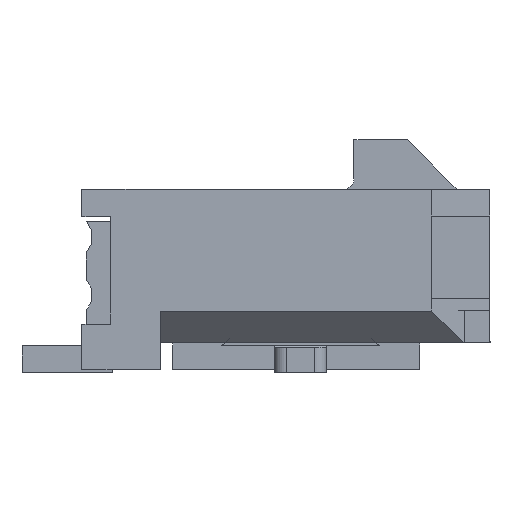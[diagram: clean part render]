
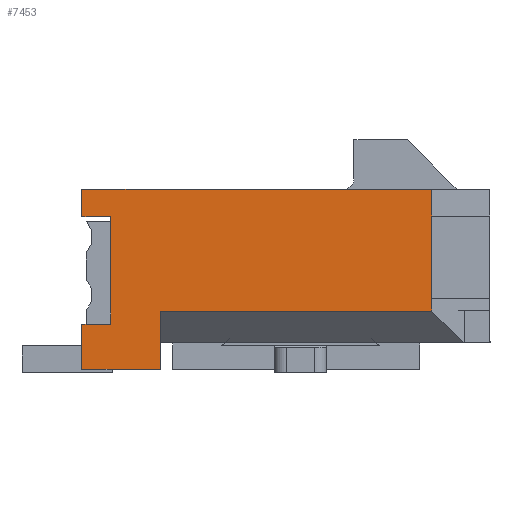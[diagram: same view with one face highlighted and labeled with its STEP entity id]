
A CAD part, left-side view. The second image highlights one B-rep face of the part: STEP entity #7453.
In plain terms, the highlighted planar face has unit normal (-1, 0, 0).
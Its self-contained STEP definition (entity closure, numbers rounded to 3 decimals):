
#926=ORIENTED_EDGE('',*,*,#2940,.T.);
#927=ORIENTED_EDGE('',*,*,#2941,.T.);
#928=ORIENTED_EDGE('',*,*,#2933,.T.);
#929=ORIENTED_EDGE('',*,*,#2942,.T.);
#930=ORIENTED_EDGE('',*,*,#2943,.F.);
#931=ORIENTED_EDGE('',*,*,#2944,.T.);
#932=ORIENTED_EDGE('',*,*,#2945,.F.);
#933=ORIENTED_EDGE('',*,*,#2946,.F.);
#934=ORIENTED_EDGE('',*,*,#2947,.F.);
#935=ORIENTED_EDGE('',*,*,#2391,.T.);
#936=ORIENTED_EDGE('',*,*,#2939,.T.);
#937=ORIENTED_EDGE('',*,*,#2948,.T.);
#2391=EDGE_CURVE('',#3467,#3466,#4166,.T.);
#2933=EDGE_CURVE('',#3888,#3889,#4708,.T.);
#2939=EDGE_CURVE('',#3466,#3893,#4714,.T.);
#2940=EDGE_CURVE('',#3894,#3895,#4715,.T.);
#2941=EDGE_CURVE('',#3895,#3888,#4716,.T.);
#2942=EDGE_CURVE('',#3889,#3896,#4717,.T.);
#2943=EDGE_CURVE('',#3897,#3896,#4718,.T.);
#2944=EDGE_CURVE('',#3897,#3898,#4719,.T.);
#2945=EDGE_CURVE('',#3899,#3898,#4720,.T.);
#2946=EDGE_CURVE('',#3900,#3899,#4721,.T.);
#2947=EDGE_CURVE('',#3467,#3900,#4722,.T.);
#2948=EDGE_CURVE('',#3893,#3894,#4723,.T.);
#3466=VERTEX_POINT('',#10538);
#3467=VERTEX_POINT('',#10540);
#3888=VERTEX_POINT('',#11599);
#3889=VERTEX_POINT('',#11600);
#3893=VERTEX_POINT('',#11610);
#3894=VERTEX_POINT('',#11614);
#3895=VERTEX_POINT('',#11615);
#3896=VERTEX_POINT('',#11618);
#3897=VERTEX_POINT('',#11620);
#3898=VERTEX_POINT('',#11622);
#3899=VERTEX_POINT('',#11624);
#3900=VERTEX_POINT('',#11626);
#4166=LINE('',#10539,#5227);
#4708=LINE('',#11598,#5769);
#4714=LINE('',#11611,#5775);
#4715=LINE('',#11613,#5776);
#4716=LINE('',#11616,#5777);
#4717=LINE('',#11617,#5778);
#4718=LINE('',#11619,#5779);
#4719=LINE('',#11621,#5780);
#4720=LINE('',#11623,#5781);
#4721=LINE('',#11625,#5782);
#4722=LINE('',#11627,#5783);
#4723=LINE('',#11628,#5784);
#5227=VECTOR('',#8539,1000.);
#5769=VECTOR('',#9273,1000.);
#5775=VECTOR('',#9281,1000.);
#5776=VECTOR('',#9284,1000.);
#5777=VECTOR('',#9285,1000.);
#5778=VECTOR('',#9286,1000.);
#5779=VECTOR('',#9287,1000.);
#5780=VECTOR('',#9288,1000.);
#5781=VECTOR('',#9289,1000.);
#5782=VECTOR('',#9290,1000.);
#5783=VECTOR('',#9291,1000.);
#5784=VECTOR('',#9292,1000.);
#6289=EDGE_LOOP('',(#926,#927,#928,#929,#930,#931,#932,#933,#934,#935,#936,
#937));
#6696=FACE_BOUND('',#6289,.T.);
#7080=PLANE('',#8069);
#7453=ADVANCED_FACE('',(#6696),#7080,.T.);
#8069=AXIS2_PLACEMENT_3D('',#11612,#9282,#9283);
#8539=DIRECTION('',(0.,1.,0.));
#9273=DIRECTION('',(0.,0.,-1.));
#9281=DIRECTION('',(0.,0.,-1.));
#9282=DIRECTION('',(-1.,0.,0.));
#9283=DIRECTION('',(0.,0.,1.));
#9284=DIRECTION('',(0.,0.,-1.));
#9285=DIRECTION('',(0.,1.,0.));
#9286=DIRECTION('',(0.,-1.,0.));
#9287=DIRECTION('',(0.,0.,-1.));
#9288=DIRECTION('',(0.,-1.,0.));
#9289=DIRECTION('',(0.,0.,-1.));
#9290=DIRECTION('',(0.,0.,-1.));
#9291=DIRECTION('',(0.,0.,-1.));
#9292=DIRECTION('',(0.,-1.,0.));
#10538=CARTESIAN_POINT('',(-16.825,4.95,2.185));
#10539=CARTESIAN_POINT('',(-16.825,-4.95,2.185));
#10540=CARTESIAN_POINT('',(-16.825,-3.536,2.185));
#11598=CARTESIAN_POINT('',(-16.825,4.95,2.185));
#11599=CARTESIAN_POINT('',(-16.825,4.95,-1.085));
#11600=CARTESIAN_POINT('',(-16.825,4.95,-2.185));
#11610=CARTESIAN_POINT('',(-16.825,4.95,1.515));
#11611=CARTESIAN_POINT('',(-16.825,4.95,2.185));
#11612=CARTESIAN_POINT('',(-16.825,0.,0.));
#11613=CARTESIAN_POINT('',(-16.825,4.25,0.));
#11614=CARTESIAN_POINT('',(-16.825,4.25,1.515));
#11615=CARTESIAN_POINT('',(-16.825,4.25,-1.085));
#11616=CARTESIAN_POINT('',(-16.825,0.,-1.085));
#11617=CARTESIAN_POINT('',(-16.825,4.95,-2.185));
#11618=CARTESIAN_POINT('',(-16.825,3.05,-2.185));
#11619=CARTESIAN_POINT('',(-16.825,3.05,-2.185));
#11620=CARTESIAN_POINT('',(-16.825,3.05,-0.771));
#11621=CARTESIAN_POINT('',(-16.825,3.05,-0.771));
#11622=CARTESIAN_POINT('',(-16.825,-3.536,-0.771));
#11623=CARTESIAN_POINT('',(-16.825,-3.536,0.));
#11624=CARTESIAN_POINT('',(-16.825,-3.536,-0.465));
#11625=CARTESIAN_POINT('',(-16.825,-3.536,1.535));
#11626=CARTESIAN_POINT('',(-16.825,-3.536,1.535));
#11627=CARTESIAN_POINT('',(-16.825,-3.536,0.));
#11628=CARTESIAN_POINT('',(-16.825,0.,1.515));
